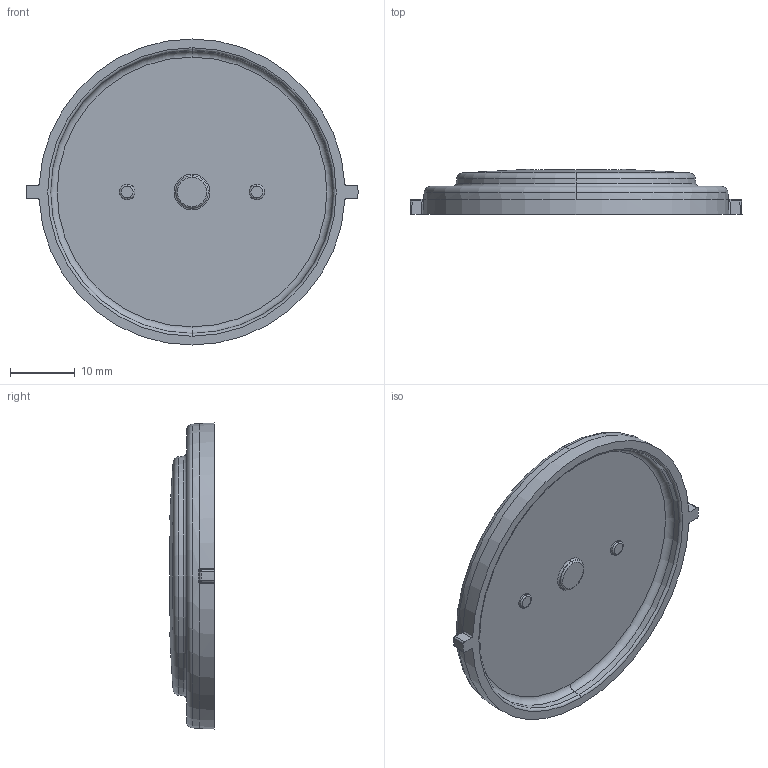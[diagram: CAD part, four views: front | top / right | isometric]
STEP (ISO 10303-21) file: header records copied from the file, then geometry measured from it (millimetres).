
FILE_DESCRIPTION (( 'STEP AP214' ), '1' );
FILE_NAME ('1844_009_rev_03.STEP', '2014-09-17T17:15:42', ( '' ), ( '' ), 'SwSTEP 2.0', 'SolidWorks 2013', '' );
FILE_SCHEMA (( 'AUTOMOTIVE_DESIGN' ));
Length unit declared in the file: millimetre
Products named in the file (3): 1844_009_rev_03; 1844_026_rev_04; 1844_009_rev_04
Assembly tree (2 placements, depth 2):
  1844_009_rev_03
    1844_026_rev_04
    1844_009_rev_04
Bounding box: 51.16 x 6.93 x 47.16 mm (x, y, z)
Volume: 6360.9 mm3; surface area: 6478.8 mm2
Topology: 2 solids, 2 shells, 117 faces, 276 edges, 160 vertices
Faces by surface type: torus 34, bspline 32, cone 25, plane 14, sphere 8, cylinder 4
Entity records: 4512 total; most frequent: CARTESIAN_POINT 1931, ORIENTED_EDGE 536, DIRECTION 515, EDGE_CURVE 268, AXIS2_PLACEMENT_3D 241, VERTEX_POINT 160, CIRCLE 151, EDGE_LOOP 126
